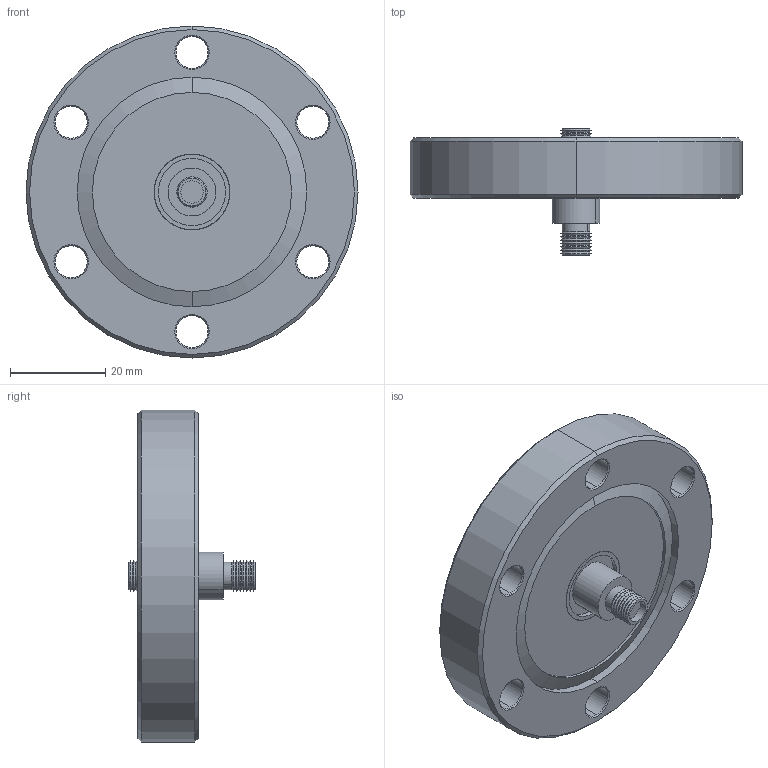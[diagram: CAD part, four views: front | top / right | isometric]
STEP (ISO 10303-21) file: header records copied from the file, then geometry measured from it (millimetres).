
FILE_DESCRIPTION (( 'STEP AP203' ), '1' );
FILE_NAME ('A12415-1-CF.STEP', '2019-04-08T18:33:37', ( '' ), ( '' ), 'SwSTEP 2.0', 'SolidWorks 2019', '' );
FILE_SCHEMA (( 'CONFIG_CONTROL_DESIGN' ));
Length unit declared in the file: inch
Products named in the file (1): A12415-1-CF
Bounding box: 69.85 x 26.64 x 69.85 mm (x, y, z)
Volume: 40417 mm3; surface area: 13567.3 mm2
Topology: 2 solids, 2 shells, 134 faces, 278 edges, 156 vertices
Faces by surface type: cone 86, cylinder 36, plane 12
Entity records: 3619 total; most frequent: DIRECTION 704, CARTESIAN_POINT 569, ORIENTED_EDGE 556, AXIS2_PLACEMENT_3D 291, EDGE_CURVE 278, EDGE_LOOP 156, CIRCLE 156, VERTEX_POINT 156
